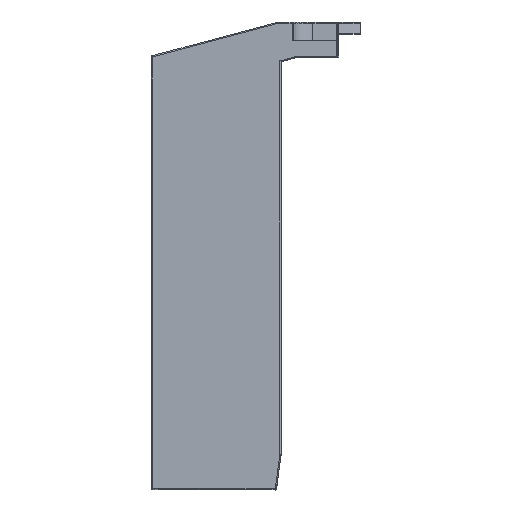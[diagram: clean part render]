
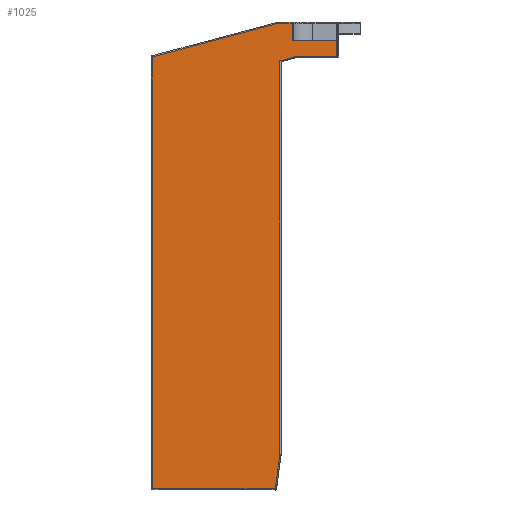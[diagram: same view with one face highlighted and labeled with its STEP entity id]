
A CAD part, top view. The second image highlights one B-rep face of the part: STEP entity #1025.
In plain terms, the highlighted planar face has unit normal (0, 0, 1).
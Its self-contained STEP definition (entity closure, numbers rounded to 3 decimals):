
#519=PLANE('',#15788);
#1025=ADVANCED_FACE('',(#1868),#519,.T.);
#1868=FACE_OUTER_BOUND('',#2617,.T.);
#2617=EDGE_LOOP('',(#4187,#4188,#4189,#4190,#4191,#4192,#4193,#4194,#4195,
#4196,#4197));
#4187=ORIENTED_EDGE('',*,*,#10154,.F.);
#4188=ORIENTED_EDGE('',*,*,#10155,.T.);
#4189=ORIENTED_EDGE('',*,*,#10156,.T.);
#4190=ORIENTED_EDGE('',*,*,#10157,.F.);
#4191=ORIENTED_EDGE('',*,*,#10158,.T.);
#4192=ORIENTED_EDGE('',*,*,#10159,.T.);
#4193=ORIENTED_EDGE('',*,*,#10160,.F.);
#4194=ORIENTED_EDGE('',*,*,#10161,.T.);
#4195=ORIENTED_EDGE('',*,*,#10057,.T.);
#4196=ORIENTED_EDGE('',*,*,#10162,.F.);
#4197=ORIENTED_EDGE('',*,*,#10163,.T.);
#8533=VERTEX_POINT('',#21323);
#8534=VERTEX_POINT('',#21324);
#8624=VERTEX_POINT('',#21524);
#8625=VERTEX_POINT('',#21525);
#8626=VERTEX_POINT('',#21527);
#8627=VERTEX_POINT('',#21529);
#8628=VERTEX_POINT('',#21531);
#8629=VERTEX_POINT('',#21533);
#8630=VERTEX_POINT('',#21535);
#8631=VERTEX_POINT('',#21537);
#8632=VERTEX_POINT('',#21540);
#10057=EDGE_CURVE('',#8533,#8534,#12398,.T.);
#10154=EDGE_CURVE('',#8624,#8625,#12472,.T.);
#10155=EDGE_CURVE('',#8624,#8626,#12473,.T.);
#10156=EDGE_CURVE('',#8626,#8627,#12474,.T.);
#10157=EDGE_CURVE('',#8628,#8627,#12475,.T.);
#10158=EDGE_CURVE('',#8628,#8629,#12476,.T.);
#10159=EDGE_CURVE('',#8629,#8630,#12477,.T.);
#10160=EDGE_CURVE('',#8631,#8630,#12478,.T.);
#10161=EDGE_CURVE('',#8631,#8533,#12479,.T.);
#10162=EDGE_CURVE('',#8632,#8534,#12480,.T.);
#10163=EDGE_CURVE('',#8632,#8625,#12481,.T.);
#12398=LINE('',#21322,#14188);
#12472=LINE('',#21523,#14262);
#12473=LINE('',#21526,#14263);
#12474=LINE('',#21528,#14264);
#12475=LINE('',#21530,#14265);
#12476=LINE('',#21532,#14266);
#12477=LINE('',#21534,#14267);
#12478=LINE('',#21536,#14268);
#12479=LINE('',#21538,#14269);
#12480=LINE('',#21539,#14270);
#12481=LINE('',#21541,#14271);
#14188=VECTOR('',#17131,1.);
#14262=VECTOR('',#17245,1.);
#14263=VECTOR('',#17246,1.);
#14264=VECTOR('',#17247,1.);
#14265=VECTOR('',#17248,1.);
#14266=VECTOR('',#17249,1.);
#14267=VECTOR('',#17250,1.);
#14268=VECTOR('',#17251,1.);
#14269=VECTOR('',#17252,1.);
#14270=VECTOR('',#17253,1.);
#14271=VECTOR('',#17254,1.);
#15788=AXIS2_PLACEMENT_3D('',#21542,#17255,#17256);
#17131=DIRECTION('',(1.,0.,0.));
#17245=DIRECTION('',(-0.966,-0.259,0.));
#17246=DIRECTION('',(1.,0.,0.));
#17247=DIRECTION('',(0.,1.,0.));
#17248=DIRECTION('',(1.,0.,0.));
#17249=DIRECTION('',(0.,1.,0.));
#17250=DIRECTION('',(-1.,0.,0.));
#17251=DIRECTION('',(0.966,0.259,0.));
#17252=DIRECTION('',(0.,-1.,0.));
#17253=DIRECTION('',(-0.134,-0.991,0.));
#17254=DIRECTION('',(0.,1.,0.));
#17255=DIRECTION('',(0.,0.,1.));
#17256=DIRECTION('',(1.,0.,0.));
#21322=CARTESIAN_POINT('',(-32.3,-50.3,52.5));
#21323=CARTESIAN_POINT('',(-32.3,-50.3,52.5));
#21324=CARTESIAN_POINT('',(-11.022,-50.3,52.5));
#21523=CARTESIAN_POINT('',(-7.5,24.5,52.5));
#21524=CARTESIAN_POINT('',(-7.5,24.5,52.5));
#21525=CARTESIAN_POINT('',(-10.211,23.774,52.5));
#21526=CARTESIAN_POINT('',(-7.5,24.5,52.5));
#21527=CARTESIAN_POINT('',(-0.4,24.5,52.5));
#21528=CARTESIAN_POINT('',(-0.4,24.5,52.5));
#21529=CARTESIAN_POINT('',(-0.4,27.3,52.5));
#21530=CARTESIAN_POINT('',(-8.1,27.3,52.5));
#21531=CARTESIAN_POINT('',(-8.1,27.3,52.5));
#21532=CARTESIAN_POINT('',(-8.1,27.3,52.5));
#21533=CARTESIAN_POINT('',(-8.1,30.3,52.5));
#21534=CARTESIAN_POINT('',(-8.1,30.3,52.5));
#21535=CARTESIAN_POINT('',(-10.474,30.3,52.5));
#21536=CARTESIAN_POINT('',(-32.3,24.452,52.5));
#21537=CARTESIAN_POINT('',(-32.3,24.452,52.5));
#21538=CARTESIAN_POINT('',(-32.3,24.452,52.5));
#21539=CARTESIAN_POINT('',(-10.211,-44.286,52.5));
#21540=CARTESIAN_POINT('',(-10.211,-44.286,52.5));
#21541=CARTESIAN_POINT('',(-10.211,-44.286,52.5));
#21542=CARTESIAN_POINT('',(0.,0.,52.5));
